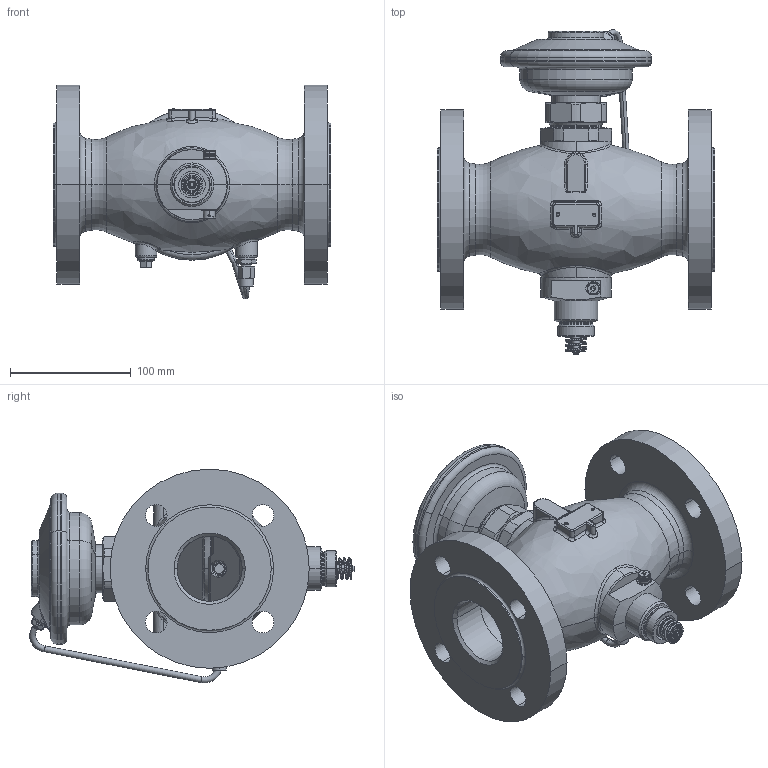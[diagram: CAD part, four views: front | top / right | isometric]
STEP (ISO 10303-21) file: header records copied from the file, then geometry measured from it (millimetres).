
FILE_DESCRIPTION((''),'2;1');
FILE_NAME('003H6758','2015-02-23T',('u317927'),('Danfoss'),'PRO/ENGINEER BY PARAMETRIC TECHNOLOGY CORPORATION, 2014000','PRO/ENGINEER BY PARAMETRIC TECHNOLOGY CORPORATION, 2014000','');
FILE_SCHEMA(('CONFIG_CONTROL_DESIGN'));
Products named in the file (1): 003H6758
Bounding box: 230 x 269.22 x 177.07 mm (x, y, z)
Volume: 1536435.2 mm3; surface area: 370340.8 mm2
Topology: 2 solids, 9 shells, 1461 faces, 3545 edges, 2183 vertices
Faces by surface type: cylinder 449, plane 424, cone 253, torus 215, bspline 110, sphere 10
Entity records: 52279 total; most frequent: CARTESIAN_POINT 18354, DIRECTION 7289, ORIENTED_EDGE 7072, EDGE_CURVE 3536, AXIS2_PLACEMENT_3D 3114, VERTEX_POINT 2183, CIRCLE 1762, EDGE_LOOP 1623
